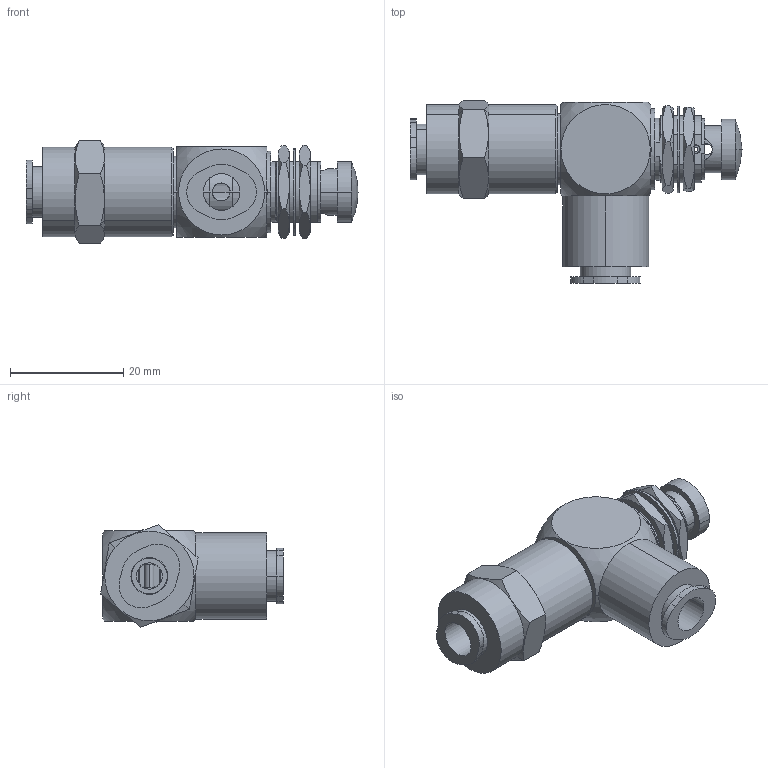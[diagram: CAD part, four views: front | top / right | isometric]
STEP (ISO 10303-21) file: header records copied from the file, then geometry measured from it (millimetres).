
FILE_DESCRIPTION (( 'STEP AP214' ), '1' );
FILE_NAME ('GVP-3C2P-PB.step', '2018-10-25T18:24:16', ( '' ), ( '' ), 'SwSTEP 2.0', 'SolidWorks 2018', '' );
FILE_SCHEMA (( 'AUTOMOTIVE_DESIGN' ));
Length unit declared in the file: inch
Products named in the file (1): GVP-3C2P-PB
Bounding box: 58.52 x 32.21 x 18.07 mm (x, y, z)
Volume: 9811.9 mm3; surface area: 9198.3 mm2
Topology: 8 solids, 8 shells, 351 faces, 903 edges, 574 vertices
Faces by surface type: cylinder 156, plane 134, cone 57, sphere 4
Entity records: 16529 total; most frequent: CARTESIAN_POINT 3188, DIRECTION 1834, ORIENTED_EDGE 1800, EDGE_CURVE 900, AXIS2_PLACEMENT_3D 708, VERTEX_POINT 573, VECTOR 418, LINE 418
